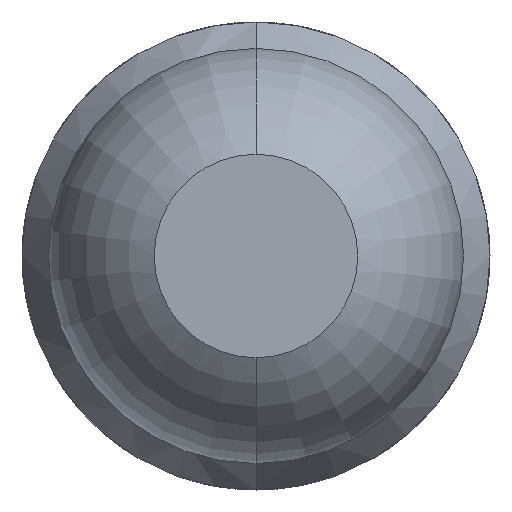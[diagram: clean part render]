
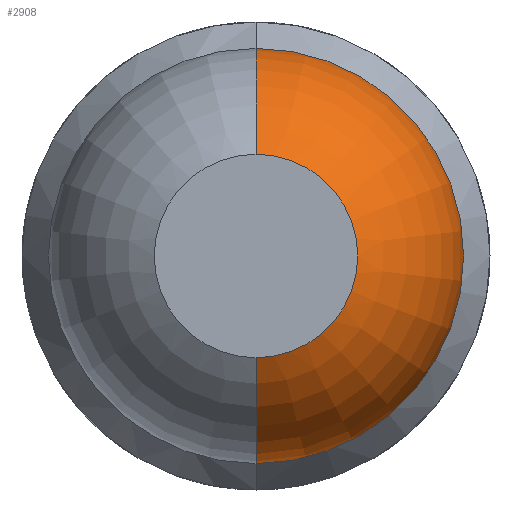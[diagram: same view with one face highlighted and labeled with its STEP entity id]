
A CAD part, front view. The second image highlights one B-rep face of the part: STEP entity #2908.
In plain terms, the highlighted toroidal (fillet/blend) face has major radius 0.01 mm and minor radius 0.5 mm.
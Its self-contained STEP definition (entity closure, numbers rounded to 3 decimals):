
#107 = AXIS2_PLACEMENT_3D ( 'NONE', #3622, #2583, #480 ) ;
#209 = AXIS2_PLACEMENT_3D ( 'NONE', #2788, #651, #2760 ) ;
#316 = ORIENTED_EDGE ( 'NONE', *, *, #3880, .F. ) ;
#480 = DIRECTION ( 'NONE',  ( 0., 0., 1. ) ) ;
#651 = DIRECTION ( 'NONE',  ( 0., -1., 0. ) ) ;
#961 = CARTESIAN_POINT ( 'NONE',  ( 0., -27.4, 0.25 ) ) ;
#967 = EDGE_CURVE ( 'Defeature ausgef�hrt1_45+Defeature ausgef�hrt1_44+Defeature ausgef�hrt1_44+Defeature ausgef�hrt1_44', #3960, #2648, #3047, .T. ) ;
#1054 = DIRECTION ( 'NONE',  ( 0., 1., 0. ) ) ;
#1183 = CIRCLE ( 'NONE', #107, 0.5 ) ;
#1208 = VERTEX_POINT ( 'NONE', #961 ) ;
#1429 = DIRECTION ( 'NONE',  ( 1., 0., 0. ) ) ;
#1540 = ORIENTED_EDGE ( 'NONE', *, *, #4485, .F. ) ;
#1584 = ORIENTED_EDGE ( 'NONE', *, *, #2892, .T. ) ;
#1795 = DIRECTION ( 'NONE',  ( 0., 0., 1. ) ) ;
#1947 = CIRCLE ( 'NONE', #3265, 0.5 ) ;
#2232 = DIRECTION ( 'NONE',  ( 0., 0., 1. ) ) ;
#2487 = CARTESIAN_POINT ( 'NONE',  ( 0., -26.961, 0. ) ) ;
#2555 = CARTESIAN_POINT ( 'NONE',  ( 0., -26.961, 0. ) ) ;
#2583 = DIRECTION ( 'NONE',  ( -1., 0., 0. ) ) ;
#2648 = VERTEX_POINT ( 'NONE', #3641 ) ;
#2740 = VERTEX_POINT ( 'NONE', #4434 ) ;
#2760 = DIRECTION ( 'NONE',  ( 0., 0., -1. ) ) ;
#2788 = CARTESIAN_POINT ( 'NONE',  ( 0., -27.4, 0. ) ) ;
#2824 = FACE_OUTER_BOUND ( 'NONE', #3692, .T. ) ;
#2833 = CIRCLE ( 'NONE', #209, 0.25 ) ;
#2892 = EDGE_CURVE ( 'NONE', #2740, #2648, #1947, .T. ) ;
#2908 = ADVANCED_FACE ( 'Defeature ausgef�hrt1_44', ( #2824 ), #4331, .T. ) ;
#2973 = ORIENTED_EDGE ( 'NONE', *, *, #967, .F. ) ;
#2977 = DIRECTION ( 'NONE',  ( 0., 1., 0. ) ) ;
#3047 = CIRCLE ( 'NONE', #4539, 0.51 ) ;
#3265 = AXIS2_PLACEMENT_3D ( 'NONE', #4595, #1429, #3887 ) ;
#3274 = CARTESIAN_POINT ( 'NONE',  ( 0., -26.961, 0.51 ) ) ;
#3622 = CARTESIAN_POINT ( 'NONE',  ( 0., -26.961, 0.01 ) ) ;
#3641 = CARTESIAN_POINT ( 'NONE',  ( 0., -26.961, -0.51 ) ) ;
#3692 = EDGE_LOOP ( 'NONE', ( #316, #1584, #2973, #1540 ) ) ;
#3880 = EDGE_CURVE ( 'Defeature ausgef�hrt1_46+Defeature ausgef�hrt1_44+Defeature ausgef�hrt1_44+Defeature ausgef�hrt1_44', #2740, #1208, #2833, .T. ) ;
#3887 = DIRECTION ( 'NONE',  ( 0., 0., -1. ) ) ;
#3960 = VERTEX_POINT ( 'NONE', #3274 ) ;
#4093 = AXIS2_PLACEMENT_3D ( 'NONE', #2487, #1054, #1795 ) ;
#4331 = TOROIDAL_SURFACE ( 'NONE', #4093, 0.01, 0.5 ) ;
#4434 = CARTESIAN_POINT ( 'NONE',  ( 0., -27.4, -0.25 ) ) ;
#4485 = EDGE_CURVE ( 'NONE', #1208, #3960, #1183, .T. ) ;
#4539 = AXIS2_PLACEMENT_3D ( 'NONE', #2555, #2977, #2232 ) ;
#4595 = CARTESIAN_POINT ( 'NONE',  ( 0., -26.961, -0.01 ) ) ;
